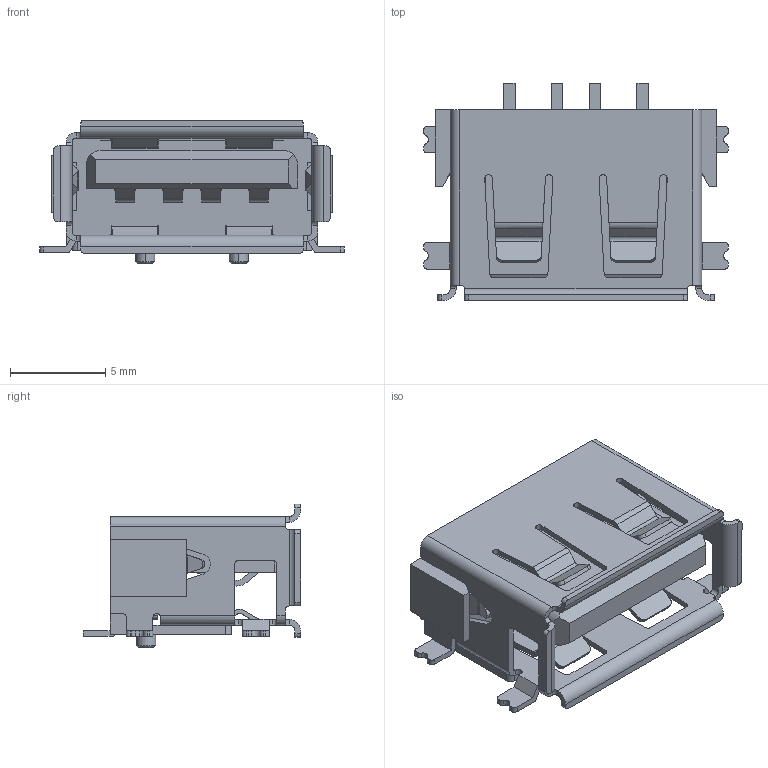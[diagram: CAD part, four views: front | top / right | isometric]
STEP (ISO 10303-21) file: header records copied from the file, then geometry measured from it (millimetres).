
FILE_DESCRIPTION (( 'STEP AP214' ), '1' );
FILE_NAME ('USB-A-SMD_10.0-QTJ6.3.step', '2022-07-15T08:02:03', ( '' ), ( '' ), 'SwSTEP 2.0', 'SolidWorks 2020', '' );
FILE_SCHEMA (( 'AUTOMOTIVE_DESIGN' ));
Length unit declared in the file: millimetre
Products named in the file (1): USB-A-SMD_10.0-QTJ6.3
Bounding box: 16 x 11.4 x 7.55 mm (x, y, z)
Volume: 441.6 mm3; surface area: 1268.8 mm2
Topology: 9 solids, 9 shells, 820 faces, 2311 edges, 1522 vertices
Faces by surface type: plane 496, cylinder 208, bspline 112, cone 4
Entity records: 36092 total; most frequent: CARTESIAN_POINT 7010, ORIENTED_EDGE 4622, DIRECTION 3783, EDGE_CURVE 2311, LINE 1641, VECTOR 1641, VERTEX_POINT 1522, AXIS2_PLACEMENT_3D 1071
